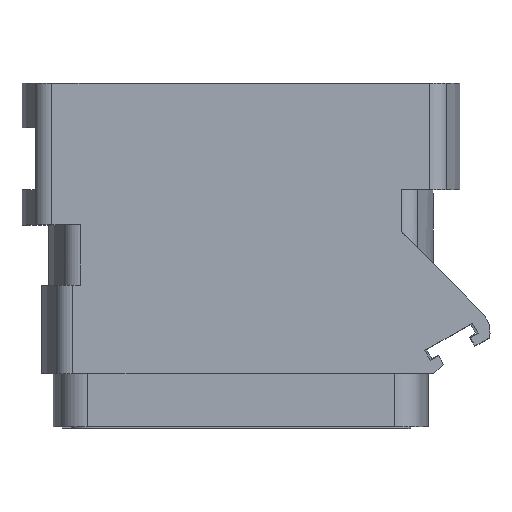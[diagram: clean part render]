
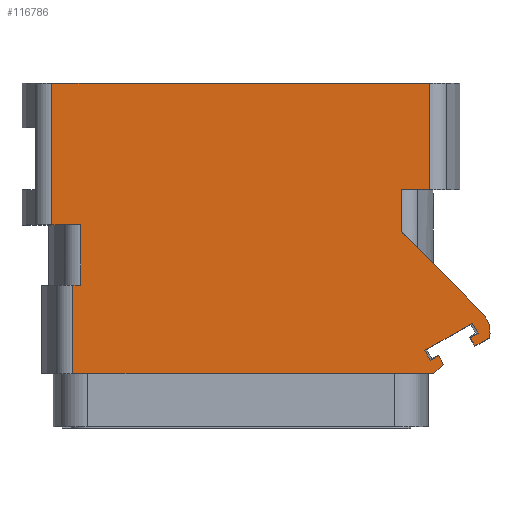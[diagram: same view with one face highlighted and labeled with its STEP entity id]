
A CAD part, top view. The second image highlights one B-rep face of the part: STEP entity #116786.
In plain terms, the highlighted planar face has unit normal (0, 0, 1).
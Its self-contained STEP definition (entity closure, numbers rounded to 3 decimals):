
#10=DIRECTION('',(-1.,0.,0.));
#11=VECTOR('',#10,21.35);
#12=CARTESIAN_POINT('',(10.675,0.,5.));
#13=LINE('',#12,#11);
#96=DIRECTION('',(0.866,0.5,0.));
#97=VECTOR('',#96,0.525);
#98=CARTESIAN_POINT('',(10.725,-15.663,5.));
#99=LINE('',#98,#97);
#100=DIRECTION('',(0.5,-0.866,0.));
#101=VECTOR('',#100,0.55);
#102=CARTESIAN_POINT('',(11.18,-15.4,5.));
#103=LINE('',#102,#101);
#104=DIRECTION('',(-0.727,-0.686,0.));
#105=VECTOR('',#104,0.763);
#106=CARTESIAN_POINT('',(11.455,-15.877,5.));
#107=LINE('',#106,#105);
#108=CARTESIAN_POINT('',(12.588,-14.043,5.));
#109=DIRECTION('',(0.,0.,-1.));
#110=DIRECTION('',(0.707,0.707,0.));
#111=AXIS2_PLACEMENT_3D('',#108,#109,#110);
#113=DIRECTION('',(-0.866,-0.5,0.));
#114=VECTOR('',#113,0.947);
#115=CARTESIAN_POINT('',(14.05,-14.378,5.));
#116=LINE('',#115,#114);
#117=DIRECTION('',(-0.5,0.866,0.));
#118=VECTOR('',#117,0.55);
#119=CARTESIAN_POINT('',(13.23,-14.852,5.));
#120=LINE('',#119,#118);
#121=DIRECTION('',(0.866,0.5,0.));
#122=VECTOR('',#121,0.525);
#123=CARTESIAN_POINT('',(12.955,-14.375,5.));
#124=LINE('',#123,#122);
#125=DIRECTION('',(-0.866,-0.5,0.));
#126=VECTOR('',#125,3.1);
#127=CARTESIAN_POINT('',(13.085,-13.55,5.));
#128=LINE('',#127,#126);
#146=DIRECTION('',(1.,0.,0.));
#147=VECTOR('',#146,20.392);
#148=CARTESIAN_POINT('',(-9.492,-16.4,5.));
#149=LINE('',#148,#147);
#219=DIRECTION('',(-1.,0.,0.));
#220=VECTOR('',#219,0.436);
#221=CARTESIAN_POINT('',(-9.056,-11.4,5.));
#222=LINE('',#221,#220);
#246=DIRECTION('',(1.,0.,0.));
#247=VECTOR('',#246,1.619);
#248=CARTESIAN_POINT('',(-10.675,-8.,5.));
#249=LINE('',#248,#247);
#273=DIRECTION('',(0.,-1.,0.));
#274=VECTOR('',#273,3.4);
#275=CARTESIAN_POINT('',(-9.056,-8.,5.));
#276=LINE('',#275,#274);
#300=DIRECTION('',(0.,-1.,0.));
#301=VECTOR('',#300,8.);
#302=CARTESIAN_POINT('',(-10.675,0.,5.));
#303=LINE('',#302,#301);
#345=DIRECTION('',(0.,-1.,0.));
#346=VECTOR('',#345,5.);
#347=CARTESIAN_POINT('',(-9.492,-11.4,5.));
#348=LINE('',#347,#346);
#92693=DIRECTION('',(0.,1.,0.));
#92694=VECTOR('',#92693,6.);
#92695=CARTESIAN_POINT('',(10.675,-6.,5.));
#92696=LINE('',#92695,#92694);
#92725=DIRECTION('',(1.,0.,0.));
#92726=VECTOR('',#92725,1.619);
#92727=CARTESIAN_POINT('',(9.056,-6.,5.));
#92728=LINE('',#92727,#92726);
#92773=DIRECTION('',(-0.707,0.707,0.));
#92774=VECTOR('',#92773,6.495);
#92775=CARTESIAN_POINT('',(13.649,-12.983,5.));
#92776=LINE('',#92775,#92774);
#92831=DIRECTION('',(0.,1.,0.));
#92832=VECTOR('',#92831,2.39);
#92833=CARTESIAN_POINT('',(9.056,-8.39,5.));
#92834=LINE('',#92833,#92832);
#92876=DIRECTION('',(0.5,-0.866,0.));
#92877=VECTOR('',#92876,0.65);
#92878=CARTESIAN_POINT('',(13.085,-13.55,5.));
#92879=LINE('',#92878,#92877);
#92916=DIRECTION('',(-0.5,0.866,0.));
#92917=VECTOR('',#92916,0.65);
#92918=CARTESIAN_POINT('',(10.725,-15.663,5.));
#92919=LINE('',#92918,#92917);
#92920=CARTESIAN_POINT('',(13.649,-12.983,5.));
#92921=CARTESIAN_POINT('',(14.05,-14.378,5.));
#92922=VERTEX_POINT('',#92920);
#92923=VERTEX_POINT('',#92921);
#92924=CARTESIAN_POINT('',(13.23,-14.852,5.));
#92925=VERTEX_POINT('',#92924);
#93536=CARTESIAN_POINT('',(10.675,-6.,5.));
#93537=VERTEX_POINT('',#93536);
#93538=CARTESIAN_POINT('',(10.675,0.,5.));
#93539=VERTEX_POINT('',#93538);
#93562=CARTESIAN_POINT('',(-10.675,0.,5.));
#93563=VERTEX_POINT('',#93562);
#93570=CARTESIAN_POINT('',(-10.675,-8.,5.));
#93571=VERTEX_POINT('',#93570);
#93584=CARTESIAN_POINT('',(9.056,-8.39,5.));
#93585=CARTESIAN_POINT('',(9.056,-6.,5.));
#93586=VERTEX_POINT('',#93584);
#93587=VERTEX_POINT('',#93585);
#93600=CARTESIAN_POINT('',(-9.056,-8.,5.));
#93601=CARTESIAN_POINT('',(-9.056,-11.4,5.));
#93602=VERTEX_POINT('',#93600);
#93603=VERTEX_POINT('',#93601);
#93616=CARTESIAN_POINT('',(-9.492,-11.4,5.));
#93617=VERTEX_POINT('',#93616);
#93618=CARTESIAN_POINT('',(-9.492,-16.4,5.));
#93619=VERTEX_POINT('',#93618);
#93620=CARTESIAN_POINT('',(10.9,-16.4,5.));
#93621=VERTEX_POINT('',#93620);
#93624=CARTESIAN_POINT('',(11.455,-15.877,5.));
#93625=VERTEX_POINT('',#93624);
#93632=CARTESIAN_POINT('',(10.4,-15.1,5.));
#93633=VERTEX_POINT('',#93632);
#93634=CARTESIAN_POINT('',(13.085,-13.55,5.));
#93636=VERTEX_POINT('',#93634);
#93648=CARTESIAN_POINT('',(10.725,-15.663,5.));
#93649=CARTESIAN_POINT('',(11.18,-15.4,5.));
#93650=VERTEX_POINT('',#93648);
#93651=VERTEX_POINT('',#93649);
#93652=CARTESIAN_POINT('',(12.955,-14.375,5.));
#93653=CARTESIAN_POINT('',(13.41,-14.113,5.));
#93654=VERTEX_POINT('',#93652);
#93655=VERTEX_POINT('',#93653);
#116739=CARTESIAN_POINT('',(11.347,0.,5.));
#116740=DIRECTION('',(0.,0.,1.));
#116741=DIRECTION('',(-1.,0.,0.));
#116742=AXIS2_PLACEMENT_3D('',#116739,#116740,#116741);
#116743=PLANE('',#116742);
#116744=ORIENTED_EDGE('',*,*,#116729,.T.);
#116746=ORIENTED_EDGE('',*,*,#116745,.T.);
#116748=ORIENTED_EDGE('',*,*,#116747,.T.);
#116750=ORIENTED_EDGE('',*,*,#116749,.F.);
#116752=ORIENTED_EDGE('',*,*,#116751,.F.);
#116754=ORIENTED_EDGE('',*,*,#116753,.F.);
#116756=ORIENTED_EDGE('',*,*,#116755,.F.);
#116758=ORIENTED_EDGE('',*,*,#116757,.F.);
#116760=ORIENTED_EDGE('',*,*,#116759,.F.);
#116761=ORIENTED_EDGE('',*,*,#116629,.F.);
#116763=ORIENTED_EDGE('',*,*,#116762,.F.);
#116765=ORIENTED_EDGE('',*,*,#116764,.F.);
#116767=ORIENTED_EDGE('',*,*,#116766,.F.);
#116769=ORIENTED_EDGE('',*,*,#116768,.F.);
#116771=ORIENTED_EDGE('',*,*,#116770,.T.);
#116773=ORIENTED_EDGE('',*,*,#116772,.T.);
#116775=ORIENTED_EDGE('',*,*,#116774,.T.);
#116777=ORIENTED_EDGE('',*,*,#116776,.T.);
#116779=ORIENTED_EDGE('',*,*,#116778,.F.);
#116781=ORIENTED_EDGE('',*,*,#116780,.T.);
#116783=ORIENTED_EDGE('',*,*,#116782,.F.);
#116784=EDGE_LOOP('',(#116744,#116746,#116748,#116750,#116752,#116754,#116756,
#116758,#116760,#116761,#116763,#116765,#116767,#116769,#116771,#116773,#116775,
#116777,#116779,#116781,#116783));
#116785=FACE_OUTER_BOUND('',#116784,.F.);
#116786=ADVANCED_FACE('',(#116785),#116743,.T.);
#112=CIRCLE('',#111,1.5);
#116629=EDGE_CURVE('',#93539,#93563,#13,.T.);
#116729=EDGE_CURVE('',#93650,#93651,#99,.T.);
#116745=EDGE_CURVE('',#93651,#93625,#103,.T.);
#116747=EDGE_CURVE('',#93625,#93621,#107,.T.);
#116749=EDGE_CURVE('',#93619,#93621,#149,.T.);
#116751=EDGE_CURVE('',#93617,#93619,#348,.T.);
#116753=EDGE_CURVE('',#93603,#93617,#222,.T.);
#116755=EDGE_CURVE('',#93602,#93603,#276,.T.);
#116757=EDGE_CURVE('',#93571,#93602,#249,.T.);
#116759=EDGE_CURVE('',#93563,#93571,#303,.T.);
#116762=EDGE_CURVE('',#93537,#93539,#92696,.T.);
#116764=EDGE_CURVE('',#93587,#93537,#92728,.T.);
#116766=EDGE_CURVE('',#93586,#93587,#92834,.T.);
#116768=EDGE_CURVE('',#92922,#93586,#92776,.T.);
#116770=EDGE_CURVE('',#92922,#92923,#112,.T.);
#116772=EDGE_CURVE('',#92923,#92925,#116,.T.);
#116774=EDGE_CURVE('',#92925,#93654,#120,.T.);
#116776=EDGE_CURVE('',#93654,#93655,#124,.T.);
#116778=EDGE_CURVE('',#93636,#93655,#92879,.T.);
#116780=EDGE_CURVE('',#93636,#93633,#128,.T.);
#116782=EDGE_CURVE('',#93650,#93633,#92919,.T.);
